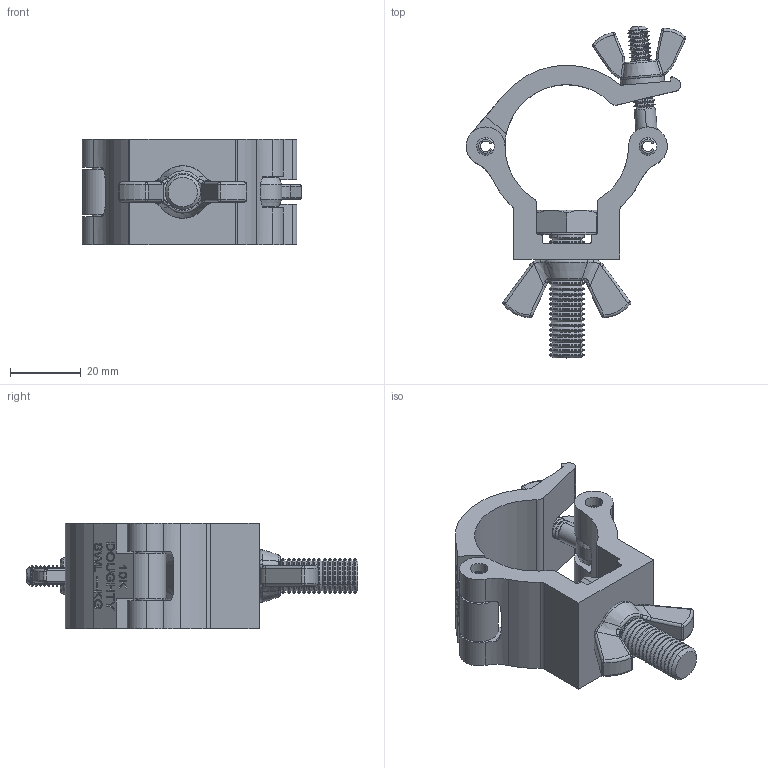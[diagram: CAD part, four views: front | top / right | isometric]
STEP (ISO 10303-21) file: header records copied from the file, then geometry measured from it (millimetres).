
FILE_DESCRIPTION (( 'STEP AP203' ), '1' );
FILE_NAME ('T58927 & T5892701.STEP', '2018-08-13T15:49:54', ( '' ), ( '' ), 'SwSTEP 2.0', 'SolidWorks 2016', '' );
FILE_SCHEMA (( 'CONFIG_CONTROL_DESIGN' ));
Length unit declared in the file: millimetre
Products named in the file (12): F880_F880 M6 Wing Nut; F882_DIN 315-M12-GT-C-N; TH1821; T58927 & T5892701; TH1819; Hex Bolt_ISO 4016 - M10 x 35 x 35-WS; TH2003; F771; TH2004; A Washer_Bright washer BS 4320 - M6 (Form A); T78010; TH1820
Assembly tree (12 placements, depth 3):
  T58927 & T5892701
    TH1820
      TH2004
    TH1819
      TH2003
    F771  x2
    T78010
      TH1821
      F880_F880 M6 Wing Nut
      A Washer_Bright washer BS 4320 - M6 (Form A)
    Hex Bolt_ISO 4016 - M10 x 35 x 35-WS
    F882_DIN 315-M12-GT-C-N
Bounding box: 62.23 x 94.08 x 29.9 mm (x, y, z)
Volume: 34380.5 mm3; surface area: 20700.5 mm2
Topology: 9 solids, 9 shells, 1020 faces, 2432 edges, 1454 vertices
Faces by surface type: cone 290, plane 239, torus 180, cylinder 171, bspline 132, sphere 8
Entity records: 35508 total; most frequent: CARTESIAN_POINT 11320, DIRECTION 4922, ORIENTED_EDGE 4756, EDGE_CURVE 2378, AXIS2_PLACEMENT_3D 1962, VERTEX_POINT 1430, CIRCLE 1072, EDGE_LOOP 1064
